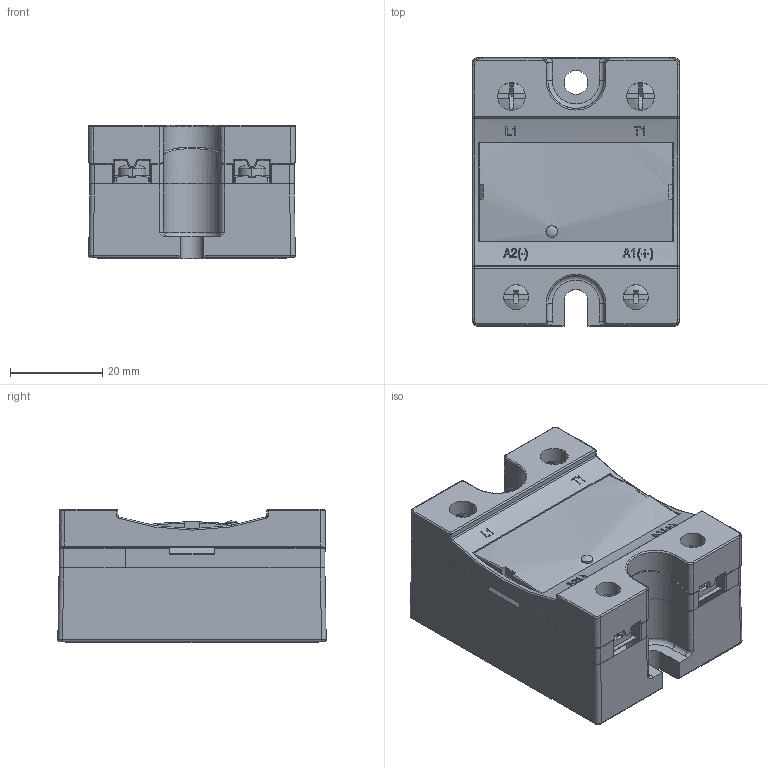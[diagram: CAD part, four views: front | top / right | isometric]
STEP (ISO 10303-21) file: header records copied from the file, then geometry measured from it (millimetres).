
FILE_DESCRIPTION((''),'2;1');
FILE_NAME('CGI1452-00.stp','2019-01-22T11:10:23',(''),(''),'Mechanical Desktop 2011','Mechanical Desktop 2011',', , ');
FILE_SCHEMA(('AUTOMOTIVE_DESIGN { 1 2 10303 214 1 1 1 1 }'));
Length unit declared in the file: millimetre
Products named in the file (2): Product; CGI1452-00
Bounding box: 44.8 x 58.18 x 28.9 mm (x, y, z)
Surface area: 34246 mm2
Topology: 2 solids, 8 shells, 2044 faces, 5504 edges, 3492 vertices
Faces by surface type: plane 1010, bspline 708, cylinder 252, torus 34, cone 20, sphere 20
Entity records: 73850 total; most frequent: CARTESIAN_POINT 23956, ORIENTED_EDGE 10984, DIRECTION 9826, EDGE_CURVE 5492, VERTEX_POINT 3492, AXIS2_PLACEMENT_3D 3278, VECTOR 3270, LINE 3270
